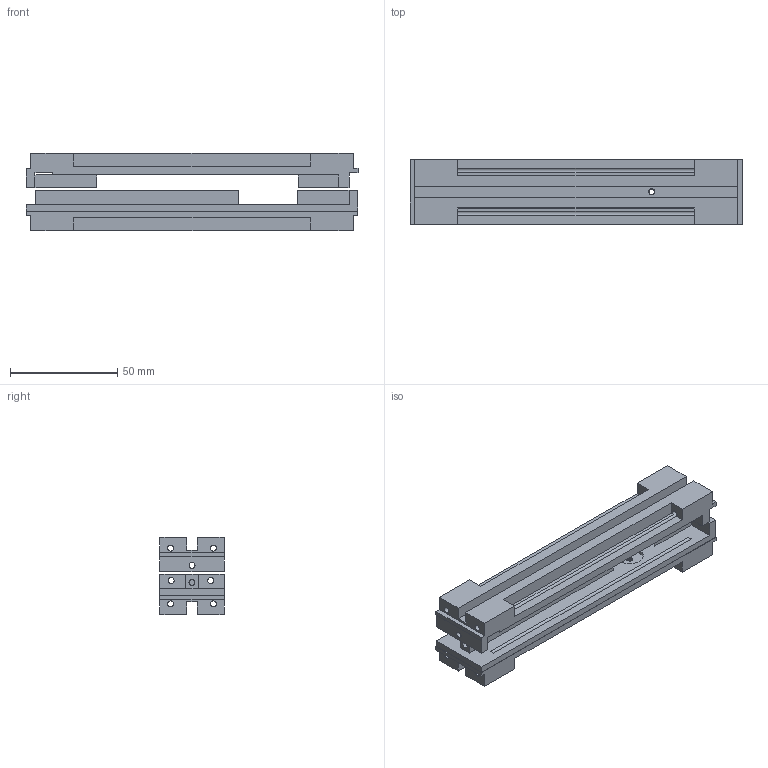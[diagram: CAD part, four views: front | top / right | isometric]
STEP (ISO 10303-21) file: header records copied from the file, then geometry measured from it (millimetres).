
FILE_DESCRIPTION(/* description */ ('STEP AP203'),/* implementation_level */ '2;1');
FILE_NAME(/* name */ 'e8f52362-9071-4626-9773-b869ee954cbc.stp',/* time_stamp */ '2025-12-19T03:25:59Z',/* author */ (''),/* organization */ (''),/* preprocessor_version */ 'ST-DEVELOPER v20.1',/* originating_system */ 'Autodesk Translation Framework v14.24.0.0',/* authorisation */ '');
FILE_SCHEMA (('AUTOMOTIVE_DESIGN { 1 0 10303 214 3 1 1 }'));
Length unit declared in the file: millimetre
Products named in the file (3): Side Rail; Component2; Component1
Assembly tree (2 placements, depth 2):
  Side Rail
    Component2
    Component1
Bounding box: 155 x 30 x 36 mm (x, y, z)
Volume: 78077.3 mm3; surface area: 45781.6 mm2
Topology: 2 solids, 2 shells, 151 faces, 449 edges, 298 vertices
Faces by surface type: plane 100, cylinder 47, bspline 4
Full cylindrical faces by diameter (mm): 2.529 x6, 2.8 x10, 3.086 x3, 13 x3
Entity records: 7122 total; most frequent: CARTESIAN_POINT 2999, ORIENTED_EDGE 898, DIRECTION 751, EDGE_CURVE 449, LINE 323, VECTOR 323, VERTEX_POINT 298, AXIS2_PLACEMENT_3D 214
